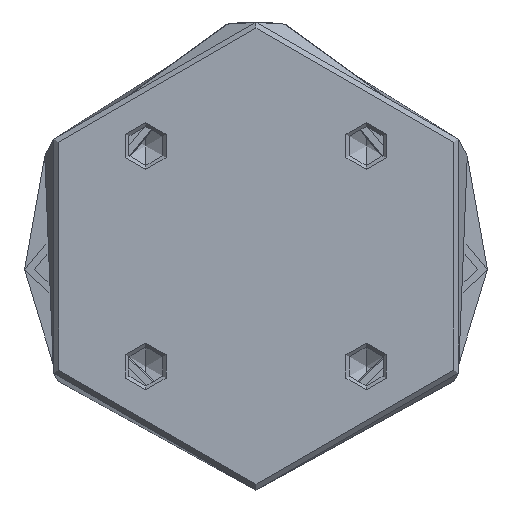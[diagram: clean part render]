
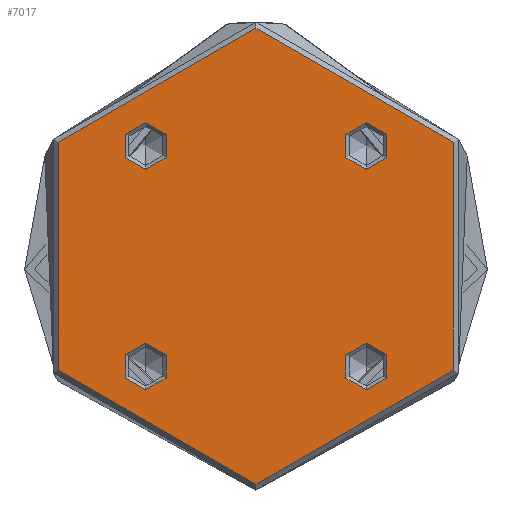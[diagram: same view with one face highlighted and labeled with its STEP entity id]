
A CAD part, front view. The second image highlights one B-rep face of the part: STEP entity #7017.
In plain terms, the highlighted face is planar.
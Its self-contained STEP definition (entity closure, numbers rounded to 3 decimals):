
#117 = CIRCLE ( 'NONE', #820, 6. ) ;
#310 = ORIENTED_EDGE ( 'NONE', *, *, #708, .F. ) ;
#383 = CIRCLE ( 'NONE', #2411, 6. ) ;
#526 = VERTEX_POINT ( 'NONE', #4684 ) ;
#552 = ORIENTED_EDGE ( 'NONE', *, *, #3319, .T. ) ;
#649 = CARTESIAN_POINT ( 'NONE',  ( -22.284, -28.284, 0. ) ) ;
#708 = EDGE_CURVE ( 'NONE', #1043, #6964, #383, .T. ) ;
#743 = EDGE_LOOP ( 'NONE', ( #4370, #5265 ) ) ;
#820 = AXIS2_PLACEMENT_3D ( 'NONE', #3262, #7733, #3913 ) ;
#852 = ORIENTED_EDGE ( 'NONE', *, *, #5466, .T. ) ;
#966 = CARTESIAN_POINT ( 'NONE',  ( 0., 0., 0. ) ) ;
#1043 = VERTEX_POINT ( 'NONE', #649 ) ;
#1110 = DIRECTION ( 'NONE',  ( 0., 0., -1. ) ) ;
#1402 = FACE_OUTER_BOUND ( 'NONE', #5464, .T. ) ;
#1409 = EDGE_LOOP ( 'NONE', ( #7560, #5592 ) ) ;
#1506 = VERTEX_POINT ( 'NONE', #3823 ) ;
#1543 = DIRECTION ( 'NONE',  ( 0., 0., -1. ) ) ;
#1587 = DIRECTION ( 'NONE',  ( 1., 0., 0. ) ) ;
#1626 = ORIENTED_EDGE ( 'NONE', *, *, #6435, .T. ) ;
#1687 = CARTESIAN_POINT ( 'NONE',  ( -34.284, -28.284, 0. ) ) ;
#1833 = DIRECTION ( 'NONE',  ( -1., 0., 0. ) ) ;
#1838 = DIRECTION ( 'NONE',  ( 0., 0., 1. ) ) ;
#2353 = CARTESIAN_POINT ( 'NONE',  ( 28.284, 28.284, 0. ) ) ;
#2411 = AXIS2_PLACEMENT_3D ( 'NONE', #8142, #4917, #1833 ) ;
#2434 = VERTEX_POINT ( 'NONE', #4270 ) ;
#2594 = DIRECTION ( 'NONE',  ( 0., 0., 1. ) ) ;
#2682 = DIRECTION ( 'NONE',  ( 0., 0., -1. ) ) ;
#2724 = AXIS2_PLACEMENT_3D ( 'NONE', #6486, #2682, #7122 ) ;
#2930 = CARTESIAN_POINT ( 'NONE',  ( 34.284, 28.284, 0. ) ) ;
#2963 = DIRECTION ( 'NONE',  ( 1., 0., 0. ) ) ;
#3002 = ORIENTED_EDGE ( 'NONE', *, *, #7874, .F. ) ;
#3065 = AXIS2_PLACEMENT_3D ( 'NONE', #7403, #3546, #8035 ) ;
#3099 = FACE_BOUND ( 'NONE', #3990, .T. ) ;
#3136 = CIRCLE ( 'NONE', #2724, 6. ) ;
#3262 = CARTESIAN_POINT ( 'NONE',  ( 28.284, -28.284, 0. ) ) ;
#3285 = FACE_BOUND ( 'NONE', #743, .T. ) ;
#3319 = EDGE_CURVE ( 'NONE', #1506, #7587, #3136, .T. ) ;
#3335 = CARTESIAN_POINT ( 'NONE',  ( -58.5, 0., 0. ) ) ;
#3374 = CIRCLE ( 'NONE', #5991, 6. ) ;
#3459 = CARTESIAN_POINT ( 'NONE',  ( 22.284, -28.284, 0. ) ) ;
#3546 = DIRECTION ( 'NONE',  ( 0., 0., -1. ) ) ;
#3549 = DIRECTION ( 'NONE',  ( 0., 0., 1. ) ) ;
#3586 = CIRCLE ( 'NONE', #4795, 6. ) ;
#3690 = AXIS2_PLACEMENT_3D ( 'NONE', #6401, #2594, #7026 ) ;
#3781 = VERTEX_POINT ( 'NONE', #2930 ) ;
#3823 = CARTESIAN_POINT ( 'NONE',  ( -22.284, 28.284, 0. ) ) ;
#3913 = DIRECTION ( 'NONE',  ( 1., 0., 0. ) ) ;
#3990 = EDGE_LOOP ( 'NONE', ( #1626, #552 ) ) ;
#4072 = CIRCLE ( 'NONE', #3690, 58.5 ) ;
#4176 = PLANE ( 'NONE',  #3065 ) ;
#4178 = VERTEX_POINT ( 'NONE', #6234 ) ;
#4270 = CARTESIAN_POINT ( 'NONE',  ( 58.5, 0., 0. ) ) ;
#4367 = VERTEX_POINT ( 'NONE', #3335 ) ;
#4370 = ORIENTED_EDGE ( 'NONE', *, *, #4510, .F. ) ;
#4510 = EDGE_CURVE ( 'NONE', #3781, #4178, #4854, .T. ) ;
#4684 = CARTESIAN_POINT ( 'NONE',  ( 34.284, -28.284, 0. ) ) ;
#4762 = FACE_BOUND ( 'NONE', #1409, .T. ) ;
#4795 = AXIS2_PLACEMENT_3D ( 'NONE', #5317, #1543, #5981 ) ;
#4854 = CIRCLE ( 'NONE', #5512, 6. ) ;
#4888 = CARTESIAN_POINT ( 'NONE',  ( 28.284, -28.284, 0. ) ) ;
#4903 = EDGE_CURVE ( 'NONE', #5456, #526, #117, .T. ) ;
#4917 = DIRECTION ( 'NONE',  ( 0., 0., 1. ) ) ;
#5023 = AXIS2_PLACEMENT_3D ( 'NONE', #4888, #1110, #5524 ) ;
#5048 = EDGE_CURVE ( 'NONE', #526, #5456, #5645, .T. ) ;
#5265 = ORIENTED_EDGE ( 'NONE', *, *, #6015, .F. ) ;
#5317 = CARTESIAN_POINT ( 'NONE',  ( -28.284, 28.284, 0. ) ) ;
#5374 = DIRECTION ( 'NONE',  ( 0., 0., 1. ) ) ;
#5456 = VERTEX_POINT ( 'NONE', #3459 ) ;
#5464 = EDGE_LOOP ( 'NONE', ( #6864, #852 ) ) ;
#5466 = EDGE_CURVE ( 'NONE', #2434, #4367, #7572, .T. ) ;
#5512 = AXIS2_PLACEMENT_3D ( 'NONE', #2353, #6754, #2963 ) ;
#5524 = DIRECTION ( 'NONE',  ( 1., 0., 0. ) ) ;
#5592 = ORIENTED_EDGE ( 'NONE', *, *, #4903, .T. ) ;
#5625 = CARTESIAN_POINT ( 'NONE',  ( -28.284, -28.284, 0. ) ) ;
#5645 = CIRCLE ( 'NONE', #5023, 6. ) ;
#5981 = DIRECTION ( 'NONE',  ( -1., 0., 0. ) ) ;
#5991 = AXIS2_PLACEMENT_3D ( 'NONE', #5625, #1838, #6287 ) ;
#6015 = EDGE_CURVE ( 'NONE', #4178, #3781, #6994, .T. ) ;
#6234 = CARTESIAN_POINT ( 'NONE',  ( 22.284, 28.284, 0. ) ) ;
#6287 = DIRECTION ( 'NONE',  ( -1., 0., 0. ) ) ;
#6401 = CARTESIAN_POINT ( 'NONE',  ( 0., 0., 0. ) ) ;
#6435 = EDGE_CURVE ( 'NONE', #7587, #1506, #3586, .T. ) ;
#6486 = CARTESIAN_POINT ( 'NONE',  ( -28.284, 28.284, 0. ) ) ;
#6754 = DIRECTION ( 'NONE',  ( 0., 0., 1. ) ) ;
#6816 = AXIS2_PLACEMENT_3D ( 'NONE', #7408, #3549, #8039 ) ;
#6864 = ORIENTED_EDGE ( 'NONE', *, *, #8019, .T. ) ;
#6964 = VERTEX_POINT ( 'NONE', #1687 ) ;
#6994 = CIRCLE ( 'NONE', #6816, 6. ) ;
#7017 = ADVANCED_FACE ( 'NONE', ( #8193, #3099, #4762, #3285, #1402 ), #4176, .F. ) ;
#7026 = DIRECTION ( 'NONE',  ( 1., 0., 0. ) ) ;
#7122 = DIRECTION ( 'NONE',  ( -1., 0., 0. ) ) ;
#7400 = EDGE_LOOP ( 'NONE', ( #3002, #310 ) ) ;
#7403 = CARTESIAN_POINT ( 'NONE',  ( 0., 0., 0. ) ) ;
#7408 = CARTESIAN_POINT ( 'NONE',  ( 28.284, 28.284, 0. ) ) ;
#7560 = ORIENTED_EDGE ( 'NONE', *, *, #5048, .T. ) ;
#7572 = CIRCLE ( 'NONE', #7735, 58.5 ) ;
#7587 = VERTEX_POINT ( 'NONE', #8028 ) ;
#7733 = DIRECTION ( 'NONE',  ( 0., 0., -1. ) ) ;
#7735 = AXIS2_PLACEMENT_3D ( 'NONE', #966, #5374, #1587 ) ;
#7874 = EDGE_CURVE ( 'NONE', #6964, #1043, #3374, .T. ) ;
#8019 = EDGE_CURVE ( 'NONE', #4367, #2434, #4072, .T. ) ;
#8028 = CARTESIAN_POINT ( 'NONE',  ( -34.284, 28.284, 0. ) ) ;
#8035 = DIRECTION ( 'NONE',  ( -1., 0., 0. ) ) ;
#8039 = DIRECTION ( 'NONE',  ( 1., 0., 0. ) ) ;
#8142 = CARTESIAN_POINT ( 'NONE',  ( -28.284, -28.284, 0. ) ) ;
#8193 = FACE_BOUND ( 'NONE', #7400, .T. ) ;
